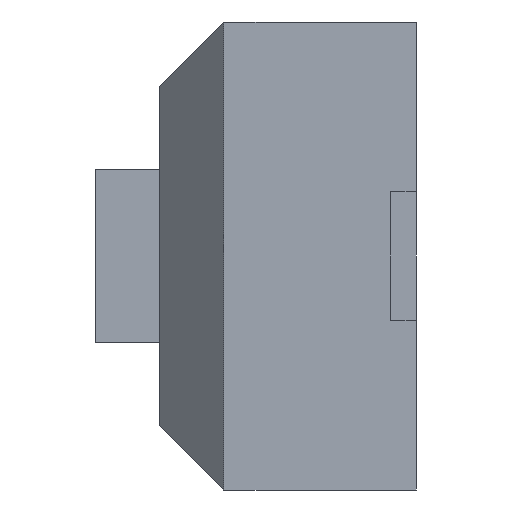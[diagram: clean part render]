
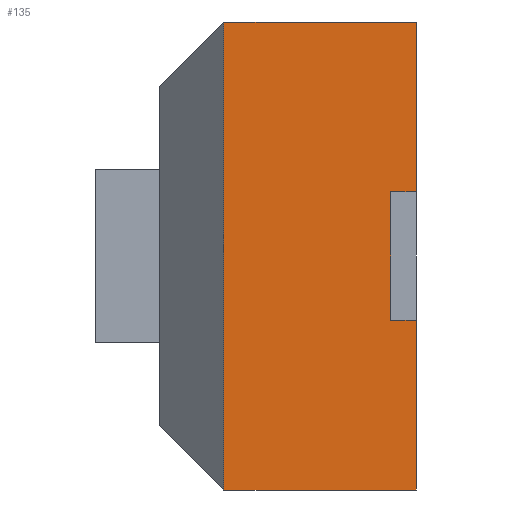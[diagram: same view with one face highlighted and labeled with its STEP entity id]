
A CAD part, left-side view. The second image highlights one B-rep face of the part: STEP entity #135.
In plain terms, the highlighted planar face has unit normal (-1, 0, 0).
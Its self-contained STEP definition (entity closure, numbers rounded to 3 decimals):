
#7 = ORIENTED_EDGE ( 'NONE', *, *, #683, .T. ) ;
#16 = ORIENTED_EDGE ( 'NONE', *, *, #328, .F. ) ;
#48 = VERTEX_POINT ( 'NONE', #335 ) ;
#80 = EDGE_CURVE ( 'NONE', #474, #122, #717, .T. ) ;
#97 = CARTESIAN_POINT ( 'NONE',  ( -3.05, 0.2, -0.5 ) ) ;
#98 = VECTOR ( 'NONE', #388, 1000. ) ;
#106 = CARTESIAN_POINT ( 'NONE',  ( -3.05, 0., -1.825 ) ) ;
#115 = LINE ( 'NONE', #106, #628 ) ;
#117 = EDGE_CURVE ( 'NONE', #146, #759, #298, .T. ) ;
#120 = DIRECTION ( 'NONE',  ( 0., 1., 0. ) ) ;
#122 = VERTEX_POINT ( 'NONE', #301 ) ;
#125 = ORIENTED_EDGE ( 'NONE', *, *, #354, .F. ) ;
#135 = ADVANCED_FACE ( 'NONE', ( #746 ), #355, .T. ) ;
#138 = AXIS2_PLACEMENT_3D ( 'NONE', #795, #238, #293 ) ;
#146 = VERTEX_POINT ( 'NONE', #732 ) ;
#154 = CARTESIAN_POINT ( 'NONE',  ( -3.05, 0.2, 0.5 ) ) ;
#179 = VERTEX_POINT ( 'NONE', #438 ) ;
#190 = CARTESIAN_POINT ( 'NONE',  ( -3.05, 1.5, 1.825 ) ) ;
#231 = CARTESIAN_POINT ( 'NONE',  ( -3.05, 0., 0.5 ) ) ;
#238 = DIRECTION ( 'NONE',  ( -1., 0., 0. ) ) ;
#258 = CARTESIAN_POINT ( 'NONE',  ( -3.05, 0., -1.825 ) ) ;
#293 = DIRECTION ( 'NONE',  ( 0., 0., 1. ) ) ;
#298 = LINE ( 'NONE', #406, #494 ) ;
#300 = LINE ( 'NONE', #428, #647 ) ;
#301 = CARTESIAN_POINT ( 'NONE',  ( -3.05, 0., -0.5 ) ) ;
#312 = ORIENTED_EDGE ( 'NONE', *, *, #531, .F. ) ;
#313 = DIRECTION ( 'NONE',  ( 0., 0., -1. ) ) ;
#328 = EDGE_CURVE ( 'NONE', #426, #759, #760, .T. ) ;
#335 = CARTESIAN_POINT ( 'NONE',  ( -3.05, 1.5, 1.825 ) ) ;
#354 = EDGE_CURVE ( 'NONE', #122, #648, #459, .T. ) ;
#355 = PLANE ( 'NONE',  #138 ) ;
#359 = ORIENTED_EDGE ( 'NONE', *, *, #80, .F. ) ;
#364 = DIRECTION ( 'NONE',  ( 0., 1., 0. ) ) ;
#383 = ORIENTED_EDGE ( 'NONE', *, *, #117, .T. ) ;
#387 = DIRECTION ( 'NONE',  ( 0., 0., -1. ) ) ;
#388 = DIRECTION ( 'NONE',  ( 0., -1., 0. ) ) ;
#406 = CARTESIAN_POINT ( 'NONE',  ( -3.05, 0., 0.5 ) ) ;
#426 = VERTEX_POINT ( 'NONE', #522 ) ;
#428 = CARTESIAN_POINT ( 'NONE',  ( -3.05, 0., 1.825 ) ) ;
#433 = ORIENTED_EDGE ( 'NONE', *, *, #654, .F. ) ;
#435 = CARTESIAN_POINT ( 'NONE',  ( -3.05, 0., 1.825 ) ) ;
#438 = CARTESIAN_POINT ( 'NONE',  ( -3.05, 1.5, -1.825 ) ) ;
#448 = CARTESIAN_POINT ( 'NONE',  ( -3.05, 0., 1.825 ) ) ;
#459 = LINE ( 'NONE', #448, #661 ) ;
#474 = VERTEX_POINT ( 'NONE', #97 ) ;
#494 = VECTOR ( 'NONE', #805, 1000. ) ;
#522 = CARTESIAN_POINT ( 'NONE',  ( -3.05, 0., 1.825 ) ) ;
#524 = ORIENTED_EDGE ( 'NONE', *, *, #741, .T. ) ;
#531 = EDGE_CURVE ( 'NONE', #146, #474, #662, .T. ) ;
#536 = CARTESIAN_POINT ( 'NONE',  ( -3.05, 0., -0.5 ) ) ;
#571 = EDGE_LOOP ( 'NONE', ( #359, #312, #383, #16, #524, #7, #433, #125 ) ) ;
#628 = VECTOR ( 'NONE', #364, 1000. ) ;
#638 = DIRECTION ( 'NONE',  ( 0., 0., -1. ) ) ;
#647 = VECTOR ( 'NONE', #120, 1000. ) ;
#648 = VERTEX_POINT ( 'NONE', #258 ) ;
#654 = EDGE_CURVE ( 'NONE', #648, #179, #115, .T. ) ;
#661 = VECTOR ( 'NONE', #387, 1000. ) ;
#662 = LINE ( 'NONE', #154, #750 ) ;
#683 = EDGE_CURVE ( 'NONE', #48, #179, #767, .T. ) ;
#717 = LINE ( 'NONE', #536, #98 ) ;
#725 = DIRECTION ( 'NONE',  ( 0., 0., -1. ) ) ;
#732 = CARTESIAN_POINT ( 'NONE',  ( -3.05, 0.2, 0.5 ) ) ;
#741 = EDGE_CURVE ( 'NONE', #426, #48, #300, .T. ) ;
#746 = FACE_OUTER_BOUND ( 'NONE', #571, .T. ) ;
#750 = VECTOR ( 'NONE', #725, 1000. ) ;
#755 = VECTOR ( 'NONE', #638, 1000. ) ;
#759 = VERTEX_POINT ( 'NONE', #231 ) ;
#760 = LINE ( 'NONE', #435, #784 ) ;
#767 = LINE ( 'NONE', #190, #755 ) ;
#784 = VECTOR ( 'NONE', #313, 1000. ) ;
#795 = CARTESIAN_POINT ( 'NONE',  ( -3.05, 0., 1.825 ) ) ;
#805 = DIRECTION ( 'NONE',  ( 0., -1., 0. ) ) ;
